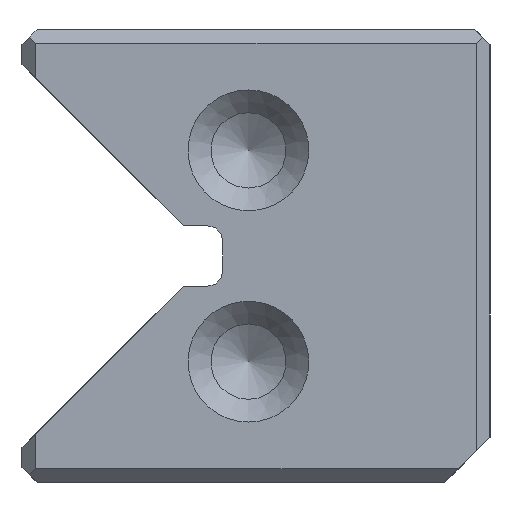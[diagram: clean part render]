
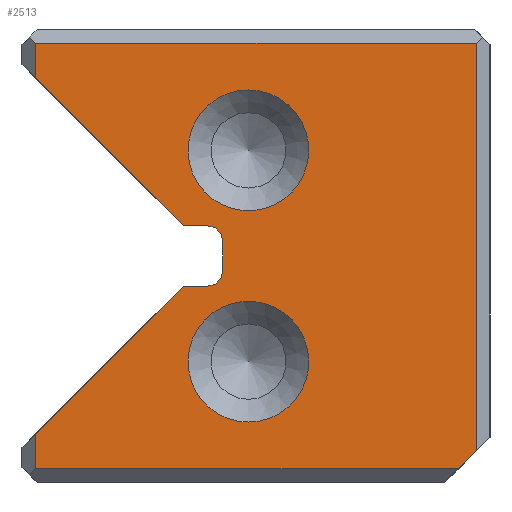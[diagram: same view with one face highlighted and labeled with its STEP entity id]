
A CAD part, left-side view. The second image highlights one B-rep face of the part: STEP entity #2513.
In plain terms, the highlighted planar face has unit normal (-1, 0, 0).
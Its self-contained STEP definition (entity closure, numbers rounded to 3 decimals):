
#2513=ADVANCED_FACE('',(#3575,#3576,#3577),#2952,.T.);
#2952=PLANE('',#9534);
#3220=CIRCLE('',#9530,2.);
#3221=CIRCLE('',#9531,2.);
#3222=CIRCLE('',#9532,0.5);
#3223=CIRCLE('',#9533,0.5);
#3575=FACE_BOUND('',#3911,.T.);
#3576=FACE_BOUND('',#3912,.T.);
#3577=FACE_BOUND('',#3913,.T.);
#3911=EDGE_LOOP('',(#4753));
#3912=EDGE_LOOP('',(#4754));
#3913=EDGE_LOOP('',(#4755,#4756,#4757,#4758,#4759,#4760,#4761,#4762,#4763,
#4764,#4765,#4766,#4767));
#4753=ORIENTED_EDGE('',*,*,#7445,.T.);
#4754=ORIENTED_EDGE('',*,*,#7446,.F.);
#4755=ORIENTED_EDGE('',*,*,#7447,.T.);
#4756=ORIENTED_EDGE('',*,*,#7448,.T.);
#4757=ORIENTED_EDGE('',*,*,#7449,.F.);
#4758=ORIENTED_EDGE('',*,*,#7450,.F.);
#4759=ORIENTED_EDGE('',*,*,#7451,.T.);
#4760=ORIENTED_EDGE('',*,*,#7452,.T.);
#4761=ORIENTED_EDGE('',*,*,#7453,.T.);
#4762=ORIENTED_EDGE('',*,*,#7454,.T.);
#4763=ORIENTED_EDGE('',*,*,#7455,.F.);
#4764=ORIENTED_EDGE('',*,*,#7456,.T.);
#4765=ORIENTED_EDGE('',*,*,#7457,.T.);
#4766=ORIENTED_EDGE('',*,*,#7458,.T.);
#4767=ORIENTED_EDGE('',*,*,#7459,.T.);
#6733=VERTEX_POINT('',#12407);
#6734=VERTEX_POINT('',#12409);
#6735=VERTEX_POINT('',#12411);
#6736=VERTEX_POINT('',#12412);
#6737=VERTEX_POINT('',#12414);
#6738=VERTEX_POINT('',#12416);
#6739=VERTEX_POINT('',#12418);
#6740=VERTEX_POINT('',#12420);
#6741=VERTEX_POINT('',#12422);
#6742=VERTEX_POINT('',#12424);
#6743=VERTEX_POINT('',#12426);
#6744=VERTEX_POINT('',#12428);
#6745=VERTEX_POINT('',#12430);
#6746=VERTEX_POINT('',#12432);
#6747=VERTEX_POINT('',#12434);
#7445=EDGE_CURVE('',#6733,#6733,#3220,.T.);
#7446=EDGE_CURVE('',#6734,#6734,#3221,.T.);
#7447=EDGE_CURVE('',#6735,#6736,#8337,.T.);
#7448=EDGE_CURVE('',#6736,#6737,#8338,.T.);
#7449=EDGE_CURVE('',#6738,#6737,#8339,.T.);
#7450=EDGE_CURVE('',#6739,#6738,#8340,.T.);
#7451=EDGE_CURVE('',#6739,#6740,#3222,.T.);
#7452=EDGE_CURVE('',#6740,#6741,#8341,.T.);
#7453=EDGE_CURVE('',#6741,#6742,#3223,.T.);
#7454=EDGE_CURVE('',#6742,#6743,#8342,.T.);
#7455=EDGE_CURVE('',#6744,#6743,#8343,.T.);
#7456=EDGE_CURVE('',#6744,#6745,#8344,.T.);
#7457=EDGE_CURVE('',#6745,#6746,#8345,.T.);
#7458=EDGE_CURVE('',#6746,#6747,#8346,.T.);
#7459=EDGE_CURVE('',#6747,#6735,#8347,.T.);
#8337=LINE('',#12410,#8999);
#8338=LINE('',#12413,#9000);
#8339=LINE('',#12415,#9001);
#8340=LINE('',#12417,#9002);
#8341=LINE('',#12421,#9003);
#8342=LINE('',#12425,#9004);
#8343=LINE('',#12427,#9005);
#8344=LINE('',#12429,#9006);
#8345=LINE('',#12431,#9007);
#8346=LINE('',#12433,#9008);
#8347=LINE('',#12435,#9009);
#8999=VECTOR('',#10211,1.);
#9000=VECTOR('',#10212,1.);
#9001=VECTOR('',#10213,1.);
#9002=VECTOR('',#10214,1.);
#9003=VECTOR('',#10217,1.);
#9004=VECTOR('',#10220,1.);
#9005=VECTOR('',#10221,1.);
#9006=VECTOR('',#10222,1.);
#9007=VECTOR('',#10223,1.);
#9008=VECTOR('',#10224,1.);
#9009=VECTOR('',#10225,1.);
#9530=AXIS2_PLACEMENT_3D('',#12406,#10207,#10208);
#9531=AXIS2_PLACEMENT_3D('',#12408,#10209,#10210);
#9532=AXIS2_PLACEMENT_3D('',#12419,#10215,#10216);
#9533=AXIS2_PLACEMENT_3D('',#12423,#10218,#10219);
#9534=AXIS2_PLACEMENT_3D('',#12436,#10226,#10227);
#10207=DIRECTION('',(1.,0.,0.));
#10208=DIRECTION('',(0.,0.,-1.));
#10209=DIRECTION('',(-1.,0.,0.));
#10210=DIRECTION('',(0.,0.,1.));
#10211=DIRECTION('',(0.,1.,0.));
#10212=DIRECTION('',(0.,0.,-1.));
#10213=DIRECTION('',(0.,0.707,0.707));
#10214=DIRECTION('',(0.,1.,0.));
#10215=DIRECTION('',(1.,0.,0.));
#10216=DIRECTION('',(0.,0.,1.));
#10217=DIRECTION('',(0.,0.,-1.));
#10218=DIRECTION('',(1.,0.,0.));
#10219=DIRECTION('',(0.,0.,1.));
#10220=DIRECTION('',(0.,1.,0.));
#10221=DIRECTION('',(0.,-0.707,0.707));
#10222=DIRECTION('',(0.,0.,-1.));
#10223=DIRECTION('',(0.,-1.,0.));
#10224=DIRECTION('',(0.,-0.707,0.707));
#10225=DIRECTION('',(0.,0.,1.));
#10226=DIRECTION('',(-1.,0.,0.));
#10227=DIRECTION('',(0.,0.,-1.));
#12406=CARTESIAN_POINT('',(0.,8.,4.));
#12407=CARTESIAN_POINT('',(0.,8.,2.));
#12408=CARTESIAN_POINT('',(0.,8.,11.));
#12409=CARTESIAN_POINT('',(0.,8.,13.));
#12410=CARTESIAN_POINT('',(0.,7.75,14.55));
#12411=CARTESIAN_POINT('',(0.,0.45,14.55));
#12412=CARTESIAN_POINT('',(0.,15.05,14.55));
#12413=CARTESIAN_POINT('',(0.,15.05,0.));
#12414=CARTESIAN_POINT('',(0.,15.05,13.385));
#12415=CARTESIAN_POINT('',(0.,9.165,7.5));
#12416=CARTESIAN_POINT('',(0.,10.165,8.5));
#12417=CARTESIAN_POINT('',(0.,8.85,8.5));
#12418=CARTESIAN_POINT('',(0.,9.35,8.5));
#12419=CARTESIAN_POINT('',(0.,9.35,8.));
#12420=CARTESIAN_POINT('',(0.,8.85,8.));
#12421=CARTESIAN_POINT('',(0.,8.85,8.5));
#12422=CARTESIAN_POINT('',(0.,8.85,7.));
#12423=CARTESIAN_POINT('',(0.,9.35,7.));
#12424=CARTESIAN_POINT('',(0.,9.35,6.5));
#12425=CARTESIAN_POINT('',(0.,8.85,6.5));
#12426=CARTESIAN_POINT('',(0.,10.165,6.5));
#12427=CARTESIAN_POINT('',(0.,17.65,-0.985));
#12428=CARTESIAN_POINT('',(0.,15.05,1.615));
#12429=CARTESIAN_POINT('',(0.,15.05,0.));
#12430=CARTESIAN_POINT('',(0.,15.05,0.45));
#12431=CARTESIAN_POINT('',(0.,7.75,0.45));
#12432=CARTESIAN_POINT('',(0.,1.05,0.45));
#12433=CARTESIAN_POINT('',(0.,4.625,-3.125));
#12434=CARTESIAN_POINT('',(0.,0.45,1.05));
#12435=CARTESIAN_POINT('',(0.,0.45,0.));
#12436=CARTESIAN_POINT('',(0.,7.75,0.));
